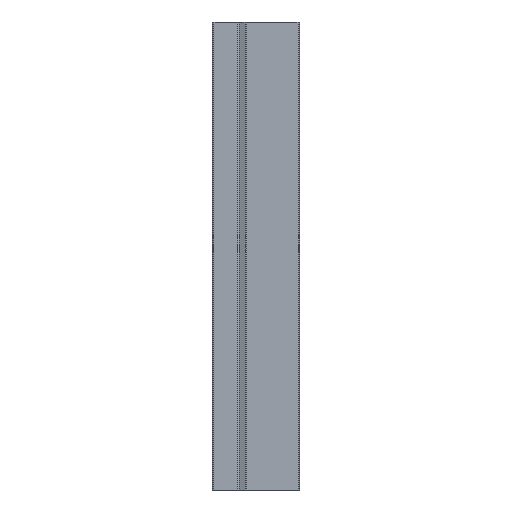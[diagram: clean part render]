
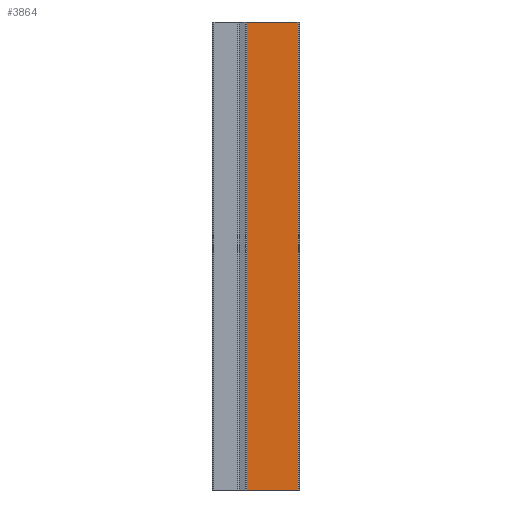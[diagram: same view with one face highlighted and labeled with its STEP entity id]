
A CAD part, left-side view. The second image highlights one B-rep face of the part: STEP entity #3864.
In plain terms, the highlighted face is planar.
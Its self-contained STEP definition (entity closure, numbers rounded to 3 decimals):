
#121=PLANE('',#4179);
#259=LINE('',#6515,#523);
#260=LINE('',#6517,#524);
#261=LINE('',#6519,#525);
#262=LINE('',#6521,#526);
#523=VECTOR('',#4818,1000.);
#524=VECTOR('',#4821,1000.);
#525=VECTOR('',#4822,1000.);
#526=VECTOR('',#4823,1000.);
#1150=ORIENTED_EDGE('',*,*,#2138,.F.);
#1151=ORIENTED_EDGE('',*,*,#2137,.F.);
#1152=ORIENTED_EDGE('',*,*,#2139,.T.);
#1153=ORIENTED_EDGE('',*,*,#2140,.T.);
#2137=EDGE_CURVE('',#2609,#2608,#259,.T.);
#2138=EDGE_CURVE('',#2608,#2610,#260,.T.);
#2139=EDGE_CURVE('',#2609,#2611,#261,.T.);
#2140=EDGE_CURVE('',#2611,#2610,#262,.T.);
#2608=VERTEX_POINT('',#6512);
#2609=VERTEX_POINT('',#6514);
#2610=VERTEX_POINT('',#6518);
#2611=VERTEX_POINT('',#6520);
#2994=EDGE_LOOP('',(#1150,#1151,#1152,#1153));
#3378=FACE_BOUND('',#2994,.T.);
#3864=ADVANCED_FACE('',(#3378),#121,.T.);
#4179=AXIS2_PLACEMENT_3D('',#6516,#4819,#4820);
#4818=DIRECTION('',(0.,0.,1.));
#4819=DIRECTION('',(1.,0.,0.));
#4820=DIRECTION('',(0.,0.,-1.));
#4821=DIRECTION('',(0.,1.,0.));
#4822=DIRECTION('',(0.,1.,0.));
#4823=DIRECTION('',(0.,0.,1.));
#6512=CARTESIAN_POINT('',(40.5,0.5,0.));
#6514=CARTESIAN_POINT('',(40.5,0.5,-156.));
#6515=CARTESIAN_POINT('',(40.5,0.5,-156.));
#6516=CARTESIAN_POINT('',(40.5,0.5,-156.));
#6517=CARTESIAN_POINT('',(40.5,0.5,0.));
#6518=CARTESIAN_POINT('',(40.5,17.535,0.));
#6519=CARTESIAN_POINT('',(40.5,0.5,-156.));
#6520=CARTESIAN_POINT('',(40.5,17.535,-156.));
#6521=CARTESIAN_POINT('',(40.5,17.535,-156.));
